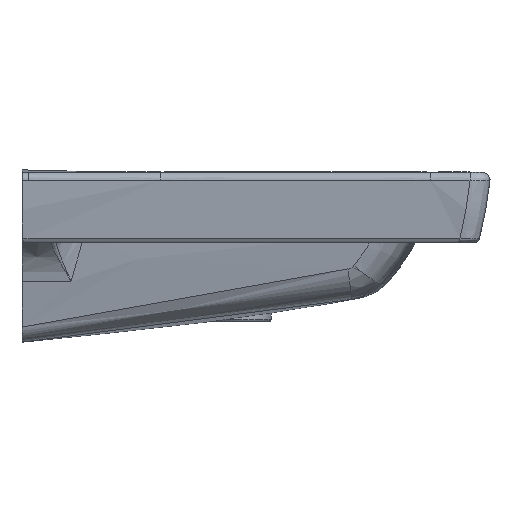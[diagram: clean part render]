
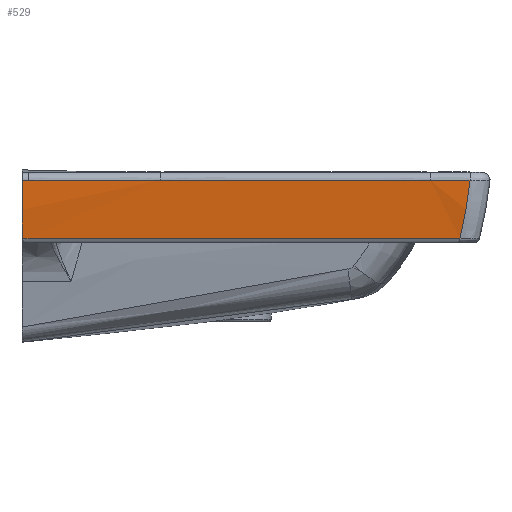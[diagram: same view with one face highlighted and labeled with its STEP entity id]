
A CAD part, left-side view. The second image highlights one B-rep face of the part: STEP entity #529.
In plain terms, the highlighted free-form (B-spline) face has degree [3, 1] with [7, 2] control points.
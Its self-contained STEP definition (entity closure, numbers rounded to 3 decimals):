
#127=B_SPLINE_SURFACE_WITH_KNOTS('',3,1,((#25010,#25011),(#25012,#25013),
(#25014,#25015),(#25016,#25017),(#25018,#25019),(#25020,#25021),(#25022,
#25023)),.UNSPECIFIED.,.F.,.F.,.F.,(4,1,1,1,4),(2,2),(0.,0.027,
0.902,0.912,1.),(0.,1.),.UNSPECIFIED.);
#529=ADVANCED_FACE('',(#776),#127,.F.);
#776=FACE_OUTER_BOUND('',#1020,.T.);
#1020=EDGE_LOOP('',(#2273,#2274,#2275,#2276,#2277,#2278,#2279,#2280));
#1224=LINE('',#24759,#1272);
#1272=VECTOR('',#4063,1.);
#2273=ORIENTED_EDGE('',*,*,#3360,.T.);
#2274=ORIENTED_EDGE('',*,*,#3371,.F.);
#2275=ORIENTED_EDGE('',*,*,#3363,.T.);
#2276=ORIENTED_EDGE('',*,*,#3362,.T.);
#2277=ORIENTED_EDGE('',*,*,#3365,.T.);
#2278=ORIENTED_EDGE('',*,*,#3366,.T.);
#2279=ORIENTED_EDGE('',*,*,#3368,.T.);
#2280=ORIENTED_EDGE('',*,*,#3370,.T.);
#2788=VERTEX_POINT('',#24197);
#2789=VERTEX_POINT('',#24349);
#2793=VERTEX_POINT('',#24674);
#2794=VERTEX_POINT('',#24679);
#2795=VERTEX_POINT('',#24758);
#2796=VERTEX_POINT('',#24760);
#2797=VERTEX_POINT('',#24948);
#2798=VERTEX_POINT('',#24971);
#3360=EDGE_CURVE('',#2794,#2793,#3803,.T.);
#3362=EDGE_CURVE('',#2795,#2788,#3805,.T.);
#3363=EDGE_CURVE('',#2796,#2795,#1224,.T.);
#3365=EDGE_CURVE('',#2788,#2789,#3807,.T.);
#3366=EDGE_CURVE('',#2789,#2797,#3808,.T.);
#3368=EDGE_CURVE('',#2797,#2798,#3810,.T.);
#3370=EDGE_CURVE('',#2798,#2794,#3812,.T.);
#3371=EDGE_CURVE('',#2796,#2793,#3813,.T.);
#3803=B_SPLINE_CURVE_WITH_KNOTS('',3,(#24675,#24676,#24677,#24678),
 .UNSPECIFIED.,.F.,.F.,(4,4),(0.,1.),.UNSPECIFIED.);
#3805=B_SPLINE_CURVE_WITH_KNOTS('',1,(#24756,#24757),.UNSPECIFIED.,.F.,
 .F.,(2,2),(0.,1.),.UNSPECIFIED.);
#3807=B_SPLINE_CURVE_WITH_KNOTS('',3,(#24795,#24796,#24797,#24798,#24799,
#24800,#24801,#24802,#24803,#24804,#24805,#24806,#24807,#24808),
 .UNSPECIFIED.,.F.,.F.,(4,2,2,1,1,2,2,4),(0.,0.25,0.375,0.437,
0.469,0.484,0.5,1.),.UNSPECIFIED.);
#3808=B_SPLINE_CURVE_WITH_KNOTS('',3,(#24944,#24945,#24946,#24947),
 .UNSPECIFIED.,.F.,.F.,(4,4),(0.,1.),.UNSPECIFIED.);
#3810=B_SPLINE_CURVE_WITH_KNOTS('',3,(#24967,#24968,#24969,#24970),
 .UNSPECIFIED.,.F.,.F.,(4,4),(0.,1.),.UNSPECIFIED.);
#3812=B_SPLINE_CURVE_WITH_KNOTS('',3,(#24990,#24991,#24992,#24993),
 .UNSPECIFIED.,.F.,.F.,(4,4),(0.,1.),.UNSPECIFIED.);
#3813=B_SPLINE_CURVE_WITH_KNOTS('',3,(#25006,#25007,#25008,#25009),
 .UNSPECIFIED.,.F.,.F.,(4,4),(0.,1.),.UNSPECIFIED.);
#4063=DIRECTION('',(0.,-1.,0.));
#24197=CARTESIAN_POINT('',(-643.509,-439.644,-65.956));
#24349=CARTESIAN_POINT('',(-649.942,-449.725,-7.507));
#24674=CARTESIAN_POINT('',(-649.941,0.,-7.519));
#24675=CARTESIAN_POINT('',(-649.941,-6.191,-7.518));
#24676=CARTESIAN_POINT('',(-649.941,-4.127,-7.518));
#24677=CARTESIAN_POINT('',(-649.941,-2.064,-7.518));
#24678=CARTESIAN_POINT('',(-649.941,0.,-7.519));
#24679=CARTESIAN_POINT('',(-649.941,-6.192,-7.517));
#24756=CARTESIAN_POINT('',(-643.509,-3.,-65.955));
#24757=CARTESIAN_POINT('',(-643.509,-439.644,-65.955));
#24758=CARTESIAN_POINT('',(-643.509,-3.,-65.955));
#24759=CARTESIAN_POINT('',(-643.509,-1.5,-65.955));
#24760=CARTESIAN_POINT('',(-643.509,0.,-65.955));
#24795=CARTESIAN_POINT('',(-643.509,-439.644,-65.955));
#24796=CARTESIAN_POINT('',(-644.481,-440.76,-61.163));
#24797=CARTESIAN_POINT('',(-645.353,-441.814,-56.315));
#24798=CARTESIAN_POINT('',(-646.5,-443.301,-48.966));
#24799=CARTESIAN_POINT('',(-646.856,-443.78,-46.504));
#24800=CARTESIAN_POINT('',(-647.348,-444.477,-42.791));
#24801=CARTESIAN_POINT('',(-647.583,-444.819,-40.931));
#24802=CARTESIAN_POINT('',(-647.84,-445.208,-38.752));
#24803=CARTESIAN_POINT('',(-647.946,-445.372,-37.816));
#24804=CARTESIAN_POINT('',(-648.016,-445.481,-37.192));
#24805=CARTESIAN_POINT('',(-648.054,-445.54,-36.851));
#24806=CARTESIAN_POINT('',(-649.074,-447.16,-27.498));
#24807=CARTESIAN_POINT('',(-649.747,-448.538,-17.801));
#24808=CARTESIAN_POINT('',(-649.942,-449.725,-7.507));
#24944=CARTESIAN_POINT('',(-649.942,-449.725,-7.507));
#24945=CARTESIAN_POINT('',(-649.942,-436.44,-7.501));
#24946=CARTESIAN_POINT('',(-649.942,-423.156,-7.495));
#24947=CARTESIAN_POINT('',(-649.942,-409.871,-7.489));
#24948=CARTESIAN_POINT('',(-649.942,-409.871,-7.492));
#24967=CARTESIAN_POINT('',(-649.942,-409.871,-7.495));
#24968=CARTESIAN_POINT('',(-649.942,-319.524,-7.493));
#24969=CARTESIAN_POINT('',(-649.942,-229.177,-7.492));
#24970=CARTESIAN_POINT('',(-649.942,-138.83,-7.49));
#24971=CARTESIAN_POINT('',(-649.942,-138.83,-7.49));
#24990=CARTESIAN_POINT('',(-649.942,-138.83,-7.49));
#24991=CARTESIAN_POINT('',(-649.942,-94.617,-7.499));
#24992=CARTESIAN_POINT('',(-649.942,-50.404,-7.508));
#24993=CARTESIAN_POINT('',(-649.941,-6.192,-7.518));
#25006=CARTESIAN_POINT('',(-643.509,0.,-65.955));
#25007=CARTESIAN_POINT('',(-647.425,0.,-46.658));
#25008=CARTESIAN_POINT('',(-649.569,0.,-27.179));
#25009=CARTESIAN_POINT('',(-649.941,0.,-7.519));
#25010=CARTESIAN_POINT('',(-643.509,0.,-65.955));
#25011=CARTESIAN_POINT('',(-643.509,-452.611,-65.955));
#25012=CARTESIAN_POINT('',(-643.63,0.,-65.357));
#25013=CARTESIAN_POINT('',(-643.63,-452.611,-65.357));
#25014=CARTESIAN_POINT('',(-647.57,0.,-45.671));
#25015=CARTESIAN_POINT('',(-647.57,-452.611,-45.671));
#25016=CARTESIAN_POINT('',(-649.7,0.,-25.406));
#25017=CARTESIAN_POINT('',(-649.7,-452.611,-25.406));
#25018=CARTESIAN_POINT('',(-649.998,0.,-3.755));
#25019=CARTESIAN_POINT('',(-649.998,-452.611,-3.755));
#25020=CARTESIAN_POINT('',(-650.006,0.,-1.569));
#25021=CARTESIAN_POINT('',(-650.006,-452.611,-1.569));
#25022=CARTESIAN_POINT('',(-649.999,0.,0.399));
#25023=CARTESIAN_POINT('',(-649.999,-452.611,0.399));
